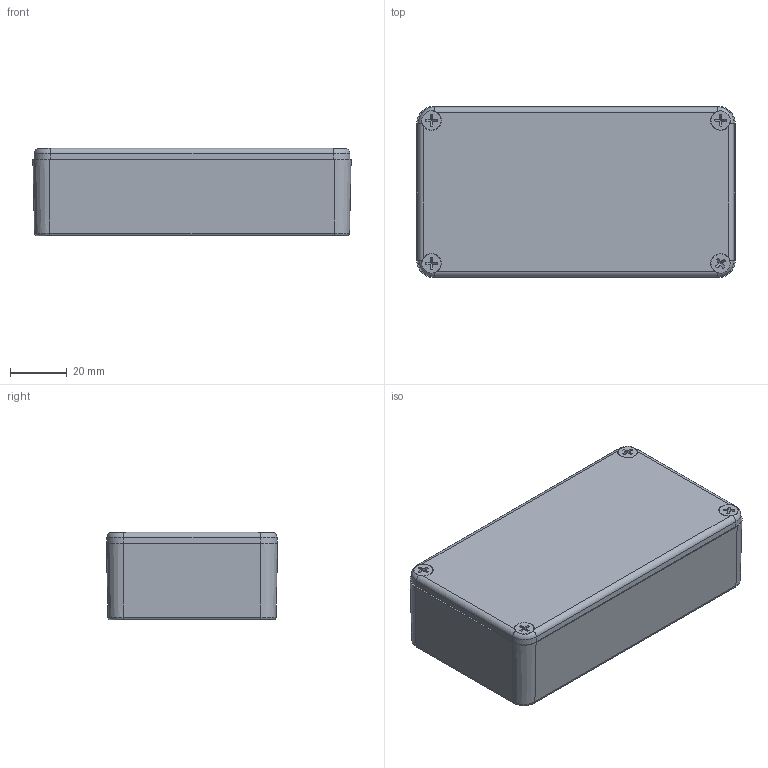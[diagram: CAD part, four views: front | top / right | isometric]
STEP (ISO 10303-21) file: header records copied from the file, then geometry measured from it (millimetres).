
FILE_DESCRIPTION((''),'2;1');
FILE_NAME('1590B.stp','2011-11-10T15:29:48',('bsawlor'),(''),'Autodesk Inventor 2012','Autodesk Inventor 2012','');
FILE_SCHEMA(('AUTOMOTIVE_DESIGN { 1 0 10303 214 1 1 1 1 }'));
Products named in the file (4): 1590B; 1590B BOX; 1590B LID; 6-32 x 1/2" MACH. SCREW
Assembly tree (6 placements, depth 2):
  1590B
    1590B BOX
    1590B LID
    6-32 x 1/2" MACH. SCREW  x4
Bounding box: 112.4 x 60.5 x 31 mm (x, y, z)
Volume: 50032.1 mm3; surface area: 47463 mm2
Topology: 6 solids, 6 shells, 403 faces, 1035 edges, 666 vertices
Faces by surface type: plane 209, bspline 66, cylinder 60, cone 44, torus 16, sphere 8
Full cylindrical faces by diameter (mm): 0.001 x4, 2.642 x4, 3.378 x4, 3.5 x4, 4 x4
Entity records: 10936 total; most frequent: CARTESIAN_POINT 3050, ORIENTED_EDGE 1682, DIRECTION 1413, EDGE_CURVE 841, VERTEX_POINT 552, VECTOR 507, LINE 507, AXIS2_PLACEMENT_3D 453
